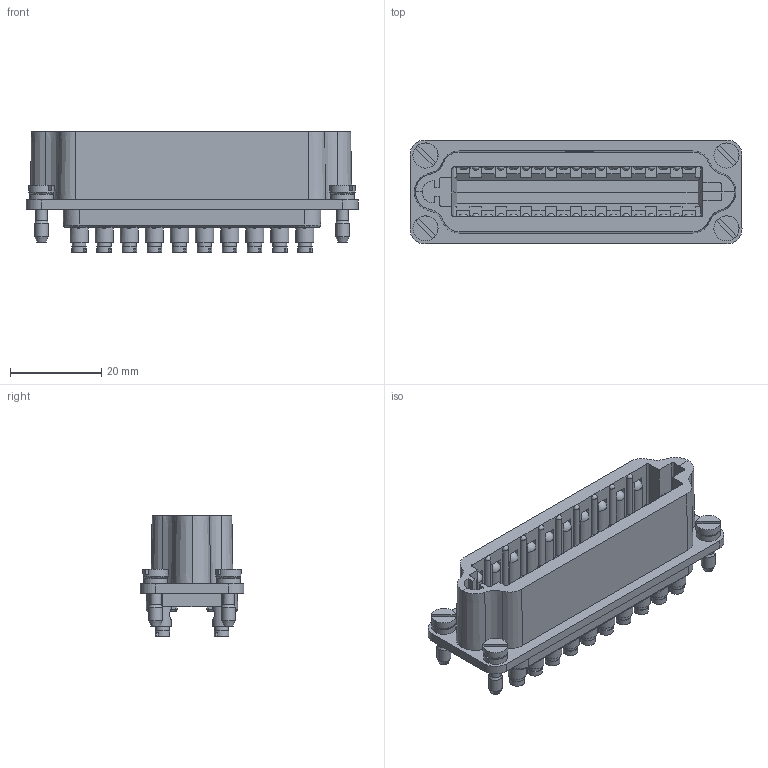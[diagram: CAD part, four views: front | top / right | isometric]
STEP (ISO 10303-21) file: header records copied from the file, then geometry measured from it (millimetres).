
FILE_DESCRIPTION(/* description */ (''),/* implementation_level */ '2;1');
FILE_NAME(/* name */ '100104397ugm000_b.stp',/* time_stamp */ '2019-12-02T12:54:09+01:00',/* author */ (''),/* organization */ (''),/* preprocessor_version */ 'ST-DEVELOPER v16.7',/* originating_system */ 'SIEMENS PLM Software NX 12.0',/* authorisation */ '');
FILE_SCHEMA (('AUTOMOTIVE_DESIGN { 1 0 10303 214 3 1 1 1 }'));
Length unit declared in the file: millimetre
Products named in the file (1): 100104397ugm000_b
Bounding box: 72.8 x 22.8 x 26.5 mm (x, y, z)
Volume: 14714.2 mm3; surface area: 13146.9 mm2
Topology: 1 solids, 1 shells, 1202 faces, 3521 edges, 2404 vertices
Faces by surface type: plane 696, cylinder 355, sphere 80, cone 40, extrusion 21, bspline 6, revolution 4
Full cylindrical faces by diameter (mm): 2.4 x20, 2.5 x4, 3 x24, 3.19 x20, 4 x20, 5.2 x4, 5.5 x4
Entity records: 49792 total; most frequent: CARTESIAN_POINT 10665, DIRECTION 6381, ORIENTED_EDGE 6136, EDGE_CURVE 3068, AXIS2_PLACEMENT_3D 2296, VERTEX_POINT 2075, VECTOR 1785, LINE 1764
